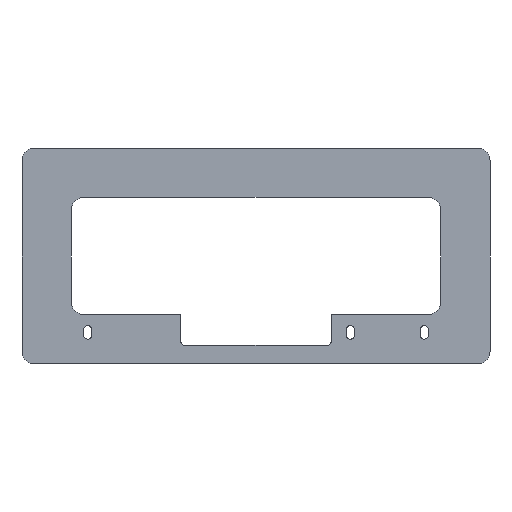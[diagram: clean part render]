
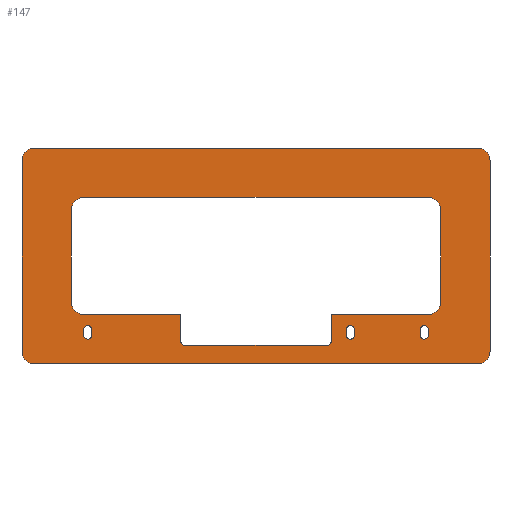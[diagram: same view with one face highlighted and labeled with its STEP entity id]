
A CAD part, front view. The second image highlights one B-rep face of the part: STEP entity #147.
In plain terms, the highlighted planar face has unit normal (0, -1, 0).
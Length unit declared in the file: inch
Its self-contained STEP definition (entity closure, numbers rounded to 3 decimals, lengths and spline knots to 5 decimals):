
#147=ADVANCED_FACE('',(#207,#208,#209,#210,#211),#183,.F.);
#183=PLANE('',#836);
#207=FACE_BOUND('',#217,.T.);
#208=FACE_BOUND('',#218,.T.);
#209=FACE_BOUND('',#219,.T.);
#210=FACE_BOUND('',#220,.T.);
#211=FACE_BOUND('',#221,.T.);
#217=EDGE_LOOP('',(#430,#431,#432,#433));
#218=EDGE_LOOP('',(#434,#435,#436,#437));
#219=EDGE_LOOP('',(#438,#439,#440,#441));
#220=EDGE_LOOP('',(#442,#443,#444,#445,#446,#447,#448,#449));
#221=EDGE_LOOP('',(#450,#451,#452,#453,#454,#455,#456,#457,#458,#459,#460,
#461,#462,#463));
#274=LINE('',#1149,#344);
#275=LINE('',#1154,#345);
#276=LINE('',#1157,#346);
#277=LINE('',#1162,#347);
#278=LINE('',#1168,#348);
#279=LINE('',#1172,#349);
#280=LINE('',#1176,#350);
#281=LINE('',#1180,#351);
#282=LINE('',#1184,#352);
#283=LINE('',#1188,#353);
#284=LINE('',#1189,#354);
#285=LINE('',#1192,#355);
#286=LINE('',#1196,#356);
#287=LINE('',#1200,#357);
#288=LINE('',#1204,#358);
#289=LINE('',#1208,#359);
#290=LINE('',#1210,#360);
#291=LINE('',#1214,#361);
#344=VECTOR('',#925,1.);
#345=VECTOR('',#928,1.);
#346=VECTOR('',#931,1.);
#347=VECTOR('',#934,1.);
#348=VECTOR('',#939,1.);
#349=VECTOR('',#942,1.);
#350=VECTOR('',#945,1.);
#351=VECTOR('',#948,1.);
#352=VECTOR('',#951,1.);
#353=VECTOR('',#954,1.);
#354=VECTOR('',#955,1.);
#355=VECTOR('',#956,1.);
#356=VECTOR('',#959,1.);
#357=VECTOR('',#962,1.);
#358=VECTOR('',#965,1.);
#359=VECTOR('',#968,1.);
#360=VECTOR('',#969,1.);
#361=VECTOR('',#972,1.);
#430=ORIENTED_EDGE('',*,*,#702,.T.);
#431=ORIENTED_EDGE('',*,*,#703,.T.);
#432=ORIENTED_EDGE('',*,*,#704,.T.);
#433=ORIENTED_EDGE('',*,*,#705,.T.);
#434=ORIENTED_EDGE('',*,*,#706,.T.);
#435=ORIENTED_EDGE('',*,*,#707,.T.);
#436=ORIENTED_EDGE('',*,*,#708,.T.);
#437=ORIENTED_EDGE('',*,*,#709,.T.);
#438=ORIENTED_EDGE('',*,*,#710,.T.);
#439=ORIENTED_EDGE('',*,*,#711,.T.);
#440=ORIENTED_EDGE('',*,*,#712,.T.);
#441=ORIENTED_EDGE('',*,*,#713,.T.);
#442=ORIENTED_EDGE('',*,*,#714,.T.);
#443=ORIENTED_EDGE('',*,*,#715,.T.);
#444=ORIENTED_EDGE('',*,*,#716,.T.);
#445=ORIENTED_EDGE('',*,*,#717,.T.);
#446=ORIENTED_EDGE('',*,*,#718,.T.);
#447=ORIENTED_EDGE('',*,*,#719,.T.);
#448=ORIENTED_EDGE('',*,*,#720,.T.);
#449=ORIENTED_EDGE('',*,*,#721,.T.);
#450=ORIENTED_EDGE('',*,*,#722,.F.);
#451=ORIENTED_EDGE('',*,*,#723,.F.);
#452=ORIENTED_EDGE('',*,*,#724,.T.);
#453=ORIENTED_EDGE('',*,*,#725,.F.);
#454=ORIENTED_EDGE('',*,*,#726,.T.);
#455=ORIENTED_EDGE('',*,*,#727,.F.);
#456=ORIENTED_EDGE('',*,*,#728,.T.);
#457=ORIENTED_EDGE('',*,*,#729,.F.);
#458=ORIENTED_EDGE('',*,*,#730,.T.);
#459=ORIENTED_EDGE('',*,*,#731,.F.);
#460=ORIENTED_EDGE('',*,*,#732,.F.);
#461=ORIENTED_EDGE('',*,*,#733,.T.);
#462=ORIENTED_EDGE('',*,*,#734,.F.);
#463=ORIENTED_EDGE('',*,*,#735,.T.);
#634=VERTEX_POINT('',#1150);
#635=VERTEX_POINT('',#1151);
#636=VERTEX_POINT('',#1153);
#637=VERTEX_POINT('',#1155);
#638=VERTEX_POINT('',#1158);
#639=VERTEX_POINT('',#1159);
#640=VERTEX_POINT('',#1161);
#641=VERTEX_POINT('',#1163);
#642=VERTEX_POINT('',#1166);
#643=VERTEX_POINT('',#1167);
#644=VERTEX_POINT('',#1169);
#645=VERTEX_POINT('',#1171);
#646=VERTEX_POINT('',#1174);
#647=VERTEX_POINT('',#1175);
#648=VERTEX_POINT('',#1177);
#649=VERTEX_POINT('',#1179);
#650=VERTEX_POINT('',#1181);
#651=VERTEX_POINT('',#1183);
#652=VERTEX_POINT('',#1185);
#653=VERTEX_POINT('',#1187);
#654=VERTEX_POINT('',#1190);
#655=VERTEX_POINT('',#1191);
#656=VERTEX_POINT('',#1193);
#657=VERTEX_POINT('',#1195);
#658=VERTEX_POINT('',#1197);
#659=VERTEX_POINT('',#1199);
#660=VERTEX_POINT('',#1201);
#661=VERTEX_POINT('',#1203);
#662=VERTEX_POINT('',#1205);
#663=VERTEX_POINT('',#1207);
#664=VERTEX_POINT('',#1209);
#665=VERTEX_POINT('',#1211);
#666=VERTEX_POINT('',#1213);
#667=VERTEX_POINT('',#1215);
#702=EDGE_CURVE('',#634,#635,#274,.T.);
#703=EDGE_CURVE('',#635,#636,#786,.T.);
#704=EDGE_CURVE('',#636,#637,#275,.T.);
#705=EDGE_CURVE('',#637,#634,#787,.T.);
#706=EDGE_CURVE('',#638,#639,#276,.T.);
#707=EDGE_CURVE('',#639,#640,#788,.T.);
#708=EDGE_CURVE('',#640,#641,#277,.T.);
#709=EDGE_CURVE('',#641,#638,#789,.T.);
#710=EDGE_CURVE('',#642,#643,#790,.T.);
#711=EDGE_CURVE('',#643,#644,#278,.T.);
#712=EDGE_CURVE('',#644,#645,#791,.T.);
#713=EDGE_CURVE('',#645,#642,#279,.T.);
#714=EDGE_CURVE('',#646,#647,#792,.T.);
#715=EDGE_CURVE('',#647,#648,#280,.T.);
#716=EDGE_CURVE('',#648,#649,#793,.T.);
#717=EDGE_CURVE('',#649,#650,#281,.T.);
#718=EDGE_CURVE('',#650,#651,#794,.T.);
#719=EDGE_CURVE('',#651,#652,#282,.T.);
#720=EDGE_CURVE('',#652,#653,#795,.T.);
#721=EDGE_CURVE('',#653,#646,#283,.T.);
#722=EDGE_CURVE('',#654,#655,#284,.T.);
#723=EDGE_CURVE('',#656,#654,#285,.T.);
#724=EDGE_CURVE('',#656,#657,#796,.T.);
#725=EDGE_CURVE('',#658,#657,#286,.T.);
#726=EDGE_CURVE('',#658,#659,#797,.T.);
#727=EDGE_CURVE('',#660,#659,#287,.T.);
#728=EDGE_CURVE('',#660,#661,#798,.T.);
#729=EDGE_CURVE('',#662,#661,#288,.T.);
#730=EDGE_CURVE('',#662,#663,#799,.T.);
#731=EDGE_CURVE('',#664,#663,#289,.T.);
#732=EDGE_CURVE('',#665,#664,#290,.T.);
#733=EDGE_CURVE('',#665,#666,#800,.T.);
#734=EDGE_CURVE('',#667,#666,#291,.T.);
#735=EDGE_CURVE('',#667,#655,#801,.T.);
#786=CIRCLE('',#820,0.17);
#787=CIRCLE('',#821,0.17);
#788=CIRCLE('',#822,0.17);
#789=CIRCLE('',#823,0.17);
#790=CIRCLE('',#824,0.17);
#791=CIRCLE('',#825,0.17);
#792=CIRCLE('',#826,0.5);
#793=CIRCLE('',#827,0.5);
#794=CIRCLE('',#828,0.5);
#795=CIRCLE('',#829,0.5);
#796=CIRCLE('',#830,0.5);
#797=CIRCLE('',#831,0.5);
#798=CIRCLE('',#832,0.5);
#799=CIRCLE('',#833,0.5);
#800=CIRCLE('',#834,0.15);
#801=CIRCLE('',#835,0.15);
#820=AXIS2_PLACEMENT_3D('',#1152,#926,#927);
#821=AXIS2_PLACEMENT_3D('',#1156,#929,#930);
#822=AXIS2_PLACEMENT_3D('',#1160,#932,#933);
#823=AXIS2_PLACEMENT_3D('',#1164,#935,#936);
#824=AXIS2_PLACEMENT_3D('',#1165,#937,#938);
#825=AXIS2_PLACEMENT_3D('',#1170,#940,#941);
#826=AXIS2_PLACEMENT_3D('',#1173,#943,#944);
#827=AXIS2_PLACEMENT_3D('',#1178,#946,#947);
#828=AXIS2_PLACEMENT_3D('',#1182,#949,#950);
#829=AXIS2_PLACEMENT_3D('',#1186,#952,#953);
#830=AXIS2_PLACEMENT_3D('',#1194,#957,#958);
#831=AXIS2_PLACEMENT_3D('',#1198,#960,#961);
#832=AXIS2_PLACEMENT_3D('',#1202,#963,#964);
#833=AXIS2_PLACEMENT_3D('',#1206,#966,#967);
#834=AXIS2_PLACEMENT_3D('',#1212,#970,#971);
#835=AXIS2_PLACEMENT_3D('',#1216,#973,#974);
#836=AXIS2_PLACEMENT_3D('',#1217,#975,#976);
#925=DIRECTION('',(0.,0.,1.));
#926=DIRECTION('',(0.,1.,0.));
#927=DIRECTION('',(0.,0.,1.));
#928=DIRECTION('',(0.,0.,-1.));
#929=DIRECTION('',(0.,1.,0.));
#930=DIRECTION('',(0.,0.,1.));
#931=DIRECTION('',(0.,0.,1.));
#932=DIRECTION('',(0.,1.,0.));
#933=DIRECTION('',(0.,0.,1.));
#934=DIRECTION('',(0.,0.,-1.));
#935=DIRECTION('',(0.,1.,0.));
#936=DIRECTION('',(0.,0.,1.));
#937=DIRECTION('',(0.,1.,0.));
#938=DIRECTION('',(0.,0.,1.));
#939=DIRECTION('',(0.,0.,1.));
#940=DIRECTION('',(0.,1.,0.));
#941=DIRECTION('',(0.,0.,1.));
#942=DIRECTION('',(0.,0.,-1.));
#943=DIRECTION('',(0.,-1.,0.));
#944=DIRECTION('',(0.,0.,1.));
#945=DIRECTION('',(0.,0.,-1.));
#946=DIRECTION('',(0.,-1.,0.));
#947=DIRECTION('',(0.,0.,1.));
#948=DIRECTION('',(1.,0.,0.));
#949=DIRECTION('',(0.,-1.,0.));
#950=DIRECTION('',(0.,0.,1.));
#951=DIRECTION('',(0.,0.,1.));
#952=DIRECTION('',(0.,-1.,0.));
#953=DIRECTION('',(0.,0.,1.));
#954=DIRECTION('',(-1.,0.,0.));
#955=DIRECTION('',(0.,0.,-1.));
#956=DIRECTION('',(1.,0.,0.));
#957=DIRECTION('',(0.,1.,0.));
#958=DIRECTION('',(0.,0.,1.));
#959=DIRECTION('',(0.,0.,-1.));
#960=DIRECTION('',(0.,1.,0.));
#961=DIRECTION('',(0.,0.,1.));
#962=DIRECTION('',(-1.,0.,0.));
#963=DIRECTION('',(0.,1.,0.));
#964=DIRECTION('',(0.,0.,1.));
#965=DIRECTION('',(0.,0.,1.));
#966=DIRECTION('',(0.,1.,0.));
#967=DIRECTION('',(0.,0.,1.));
#968=DIRECTION('',(1.,0.,0.));
#969=DIRECTION('',(0.,0.,1.));
#970=DIRECTION('',(0.,1.,0.));
#971=DIRECTION('',(0.,0.,1.));
#972=DIRECTION('',(1.,0.,0.));
#973=DIRECTION('',(0.,1.,0.));
#974=DIRECTION('',(0.,0.,1.));
#975=DIRECTION('',(0.,1.,0.));
#976=DIRECTION('',(0.,0.,1.));
#1149=CARTESIAN_POINT('',(14.16,-0.25,2.42));
#1150=CARTESIAN_POINT('',(14.16,-0.25,2.42));
#1151=CARTESIAN_POINT('',(14.16,-0.25,2.63));
#1152=CARTESIAN_POINT('',(14.33,-0.25,2.63));
#1153=CARTESIAN_POINT('',(14.5,-0.25,2.63));
#1154=CARTESIAN_POINT('',(14.5,-0.25,2.63));
#1155=CARTESIAN_POINT('',(14.5,-0.25,2.42));
#1156=CARTESIAN_POINT('',(14.33,-0.25,2.42));
#1157=CARTESIAN_POINT('',(3.5,-0.25,2.25));
#1158=CARTESIAN_POINT('',(3.5,-0.25,2.42));
#1159=CARTESIAN_POINT('',(3.5,-0.25,2.63));
#1160=CARTESIAN_POINT('',(3.67,-0.25,2.63));
#1161=CARTESIAN_POINT('',(3.84,-0.25,2.63));
#1162=CARTESIAN_POINT('',(3.84,-0.25,2.8));
#1163=CARTESIAN_POINT('',(3.84,-0.25,2.42));
#1164=CARTESIAN_POINT('',(3.67,-0.25,2.42));
#1165=CARTESIAN_POINT('',(17.33,-0.25,2.42));
#1166=CARTESIAN_POINT('',(17.5,-0.25,2.42));
#1167=CARTESIAN_POINT('',(17.16,-0.25,2.42));
#1168=CARTESIAN_POINT('',(17.16,-0.25,2.25));
#1169=CARTESIAN_POINT('',(17.16,-0.25,2.63));
#1170=CARTESIAN_POINT('',(17.33,-0.25,2.63));
#1171=CARTESIAN_POINT('',(17.5,-0.25,2.63));
#1172=CARTESIAN_POINT('',(17.5,-0.25,2.8));
#1173=CARTESIAN_POINT('',(1.5,-0.25,9.5));
#1174=CARTESIAN_POINT('',(1.5,-0.25,10.));
#1175=CARTESIAN_POINT('',(1.,-0.25,9.5));
#1176=CARTESIAN_POINT('',(1.,-0.25,8.5));
#1177=CARTESIAN_POINT('',(1.,-0.25,1.75));
#1178=CARTESIAN_POINT('',(1.5,-0.25,1.75));
#1179=CARTESIAN_POINT('',(1.5,-0.25,1.25));
#1180=CARTESIAN_POINT('',(2.5,-0.25,1.25));
#1181=CARTESIAN_POINT('',(19.5,-0.25,1.25));
#1182=CARTESIAN_POINT('',(19.5,-0.25,1.75));
#1183=CARTESIAN_POINT('',(20.,-0.25,1.75));
#1184=CARTESIAN_POINT('',(20.,-0.25,2.75));
#1185=CARTESIAN_POINT('',(20.,-0.25,9.5));
#1186=CARTESIAN_POINT('',(19.5,-0.25,9.5));
#1187=CARTESIAN_POINT('',(19.5,-0.25,10.));
#1188=CARTESIAN_POINT('',(18.5,-0.25,10.));
#1189=CARTESIAN_POINT('',(7.45,-0.25,6.));
#1190=CARTESIAN_POINT('',(7.45,-0.25,3.25));
#1191=CARTESIAN_POINT('',(7.45,-0.25,2.15));
#1192=CARTESIAN_POINT('',(2.5,-0.25,3.25));
#1193=CARTESIAN_POINT('',(3.5,-0.25,3.25));
#1194=CARTESIAN_POINT('',(3.5,-0.25,3.75));
#1195=CARTESIAN_POINT('',(3.,-0.25,3.75));
#1196=CARTESIAN_POINT('',(3.,-0.25,8.5));
#1197=CARTESIAN_POINT('',(3.,-0.25,7.5));
#1198=CARTESIAN_POINT('',(3.5,-0.25,7.5));
#1199=CARTESIAN_POINT('',(3.5,-0.25,8.));
#1200=CARTESIAN_POINT('',(18.5,-0.25,8.));
#1201=CARTESIAN_POINT('',(17.5,-0.25,8.));
#1202=CARTESIAN_POINT('',(17.5,-0.25,7.5));
#1203=CARTESIAN_POINT('',(18.,-0.25,7.5));
#1204=CARTESIAN_POINT('',(18.,-0.25,2.75));
#1205=CARTESIAN_POINT('',(18.,-0.25,3.75));
#1206=CARTESIAN_POINT('',(17.5,-0.25,3.75));
#1207=CARTESIAN_POINT('',(17.5,-0.25,3.25));
#1208=CARTESIAN_POINT('',(2.5,-0.25,3.25));
#1209=CARTESIAN_POINT('',(13.55,-0.25,3.25));
#1210=CARTESIAN_POINT('',(13.55,-0.25,2.25));
#1211=CARTESIAN_POINT('',(13.55,-0.25,2.15));
#1212=CARTESIAN_POINT('',(13.4,-0.25,2.15));
#1213=CARTESIAN_POINT('',(13.4,-0.25,2.));
#1214=CARTESIAN_POINT('',(7.5,-0.25,2.));
#1215=CARTESIAN_POINT('',(7.6,-0.25,2.));
#1216=CARTESIAN_POINT('',(7.6,-0.25,2.15));
#1217=CARTESIAN_POINT('',(2.5,-0.25,8.5));
